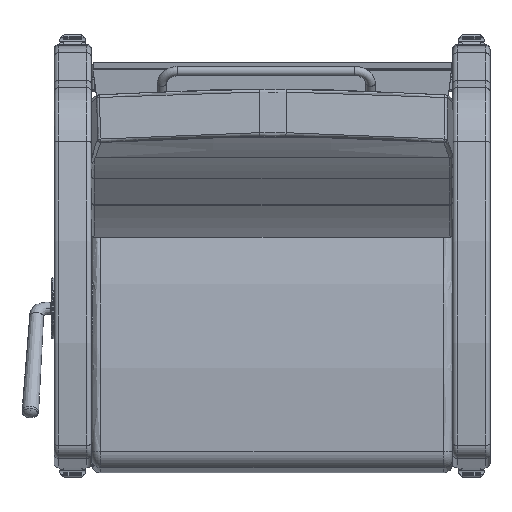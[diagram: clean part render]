
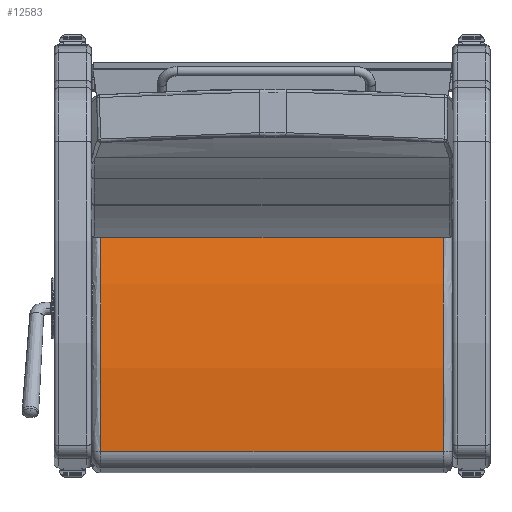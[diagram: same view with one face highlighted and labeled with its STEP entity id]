
A CAD part, front view. The second image highlights one B-rep face of the part: STEP entity #12583.
In plain terms, the highlighted free-form (B-spline) face has degree [1, 2] with [2, 3] control points.
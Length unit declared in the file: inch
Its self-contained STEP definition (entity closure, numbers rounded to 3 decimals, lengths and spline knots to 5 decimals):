
#30=(
BOUNDED_SURFACE()
B_SPLINE_SURFACE(1,2,((#21497,#21498,#21499),(#21500,#21501,#21502)),
 .UNSPECIFIED.,.F.,.F.,.F.)
B_SPLINE_SURFACE_WITH_KNOTS((2,2),(3,3),(-0.22896,0.22896),
(1.36178,1.69928),.UNSPECIFIED.)
GEOMETRIC_REPRESENTATION_ITEM()
RATIONAL_B_SPLINE_SURFACE(((1.,0.986,1.),(1.,0.986,
1.)))
REPRESENTATION_ITEM('')
SURFACE()
);
#1006=ELLIPSE('',#13859,60.05357,60.);
#1016=ELLIPSE('',#13887,60.05357,60.);
#1244=LINE('',#21495,#2050);
#1245=LINE('',#21504,#2051);
#2050=VECTOR('',#16068,0.3937);
#2051=VECTOR('',#16071,0.3937);
#3019=FACE_OUTER_BOUND('',#3867,.T.);
#3867=EDGE_LOOP('',(#9161,#9162,#9163,#9164));
#5669=VERTEX_POINT('',#21287);
#5670=VERTEX_POINT('',#21288);
#5695=VERTEX_POINT('',#21494);
#5696=VERTEX_POINT('',#21503);
#6944=EDGE_CURVE('',#5669,#5670,#1006,.T.);
#6982=EDGE_CURVE('',#5670,#5695,#1244,.T.);
#6984=EDGE_CURVE('',#5669,#5696,#1245,.T.);
#6985=EDGE_CURVE('',#5695,#5696,#1016,.T.);
#9161=ORIENTED_EDGE('',*,*,#6944,.F.);
#9162=ORIENTED_EDGE('',*,*,#6984,.T.);
#9163=ORIENTED_EDGE('',*,*,#6985,.F.);
#9164=ORIENTED_EDGE('',*,*,#6982,.F.);
#12583=ADVANCED_FACE('',(#3019),#30,.F.);
#13859=AXIS2_PLACEMENT_3D('',#21289,#16000,#16001);
#13887=AXIS2_PLACEMENT_3D('',#21505,#16072,#16073);
#16000=DIRECTION('center_axis',(0.,0.,-1.));
#16001=DIRECTION('ref_axis',(1.,0.,0.));
#16068=DIRECTION('',(0.,0.,1.));
#16071=DIRECTION('',(0.,0.,1.));
#16072=DIRECTION('center_axis',(0.,0.,1.));
#16073=DIRECTION('ref_axis',(1.,0.,0.));
#21287=CARTESIAN_POINT('',(-10.04459,1.25621,-13.75));
#21288=CARTESIAN_POINT('',(10.1114,0.44486,-13.75));
#21289=CARTESIAN_POINT('Origin',(-2.34979,-58.24922,-13.75));
#21494=CARTESIAN_POINT('',(10.1114,0.44486,13.75));
#21495=CARTESIAN_POINT('',(10.1114,0.44486,0.));
#21497=CARTESIAN_POINT('Ctrl Pts',(10.1114,0.44486,-13.75));
#21498=CARTESIAN_POINT('Ctrl Pts',(0.10258,2.56602,-13.75));
#21499=CARTESIAN_POINT('Ctrl Pts',(-10.04459,1.25621,-13.75));
#21500=CARTESIAN_POINT('Ctrl Pts',(10.1114,0.44486,13.75));
#21501=CARTESIAN_POINT('Ctrl Pts',(0.10258,2.56602,13.75));
#21502=CARTESIAN_POINT('Ctrl Pts',(-10.04459,1.25621,13.75));
#21503=CARTESIAN_POINT('',(-10.04459,1.25621,13.75));
#21504=CARTESIAN_POINT('',(-10.04459,1.25621,0.));
#21505=CARTESIAN_POINT('Origin',(-2.34979,-58.24922,13.75));
